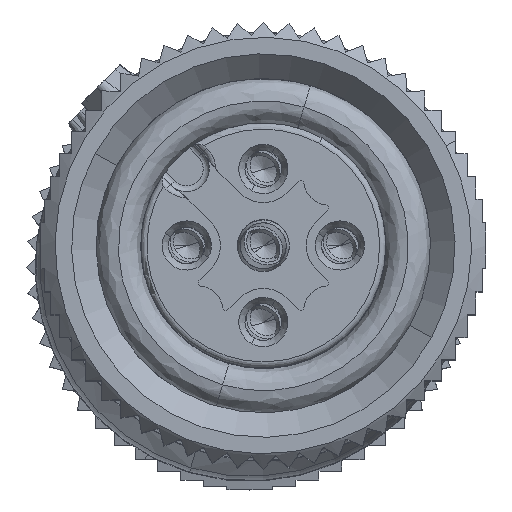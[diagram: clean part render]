
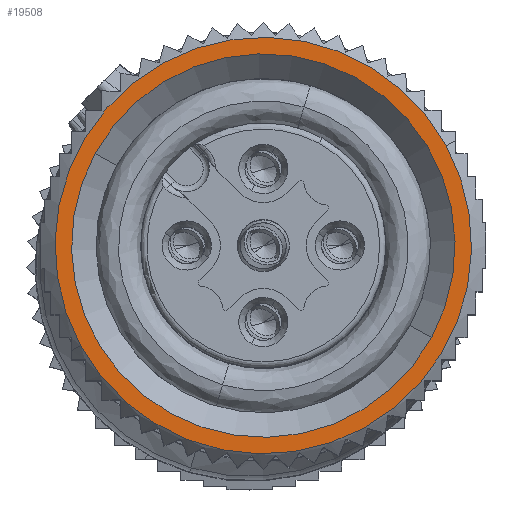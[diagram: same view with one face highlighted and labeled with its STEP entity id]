
A CAD part, top view. The second image highlights one B-rep face of the part: STEP entity #19508.
In plain terms, the highlighted planar face has unit normal (0, 0, 1).
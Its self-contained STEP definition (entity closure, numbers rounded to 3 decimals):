
#15248=AXIS2_PLACEMENT_3D('Circle Axis2P3D',#15246,#15247,$) ;
#18731=AXIS2_PLACEMENT_3D('Circle Axis2P3D',#18729,#18730,$) ;
#18757=AXIS2_PLACEMENT_3D('Circle Axis2P3D',#18755,#18756,$) ;
#19493=AXIS2_PLACEMENT_3D('Plane Axis2P3D',#19490,#19491,#19492) ;
#19497=AXIS2_PLACEMENT_3D('Circle Axis2P3D',#19495,#19496,$) ;
#15243=CARTESIAN_POINT('Vertex',(1.771,4.44,169.5)) ;
#15246=CARTESIAN_POINT('Axis2P3D Location',(7.739,7.7,169.5)) ;
#15250=CARTESIAN_POINT('Vertex',(13.706,10.96,169.5)) ;
#18729=CARTESIAN_POINT('Axis2P3D Location',(7.739,7.7,169.5)) ;
#18733=CARTESIAN_POINT('Vertex',(2.245,10.701,169.5)) ;
#18735=CARTESIAN_POINT('Vertex',(13.232,4.699,169.5)) ;
#18755=CARTESIAN_POINT('Axis2P3D Location',(7.739,7.7,169.5)) ;
#19490=CARTESIAN_POINT('Axis2P3D Location',(14.539,7.7,169.5)) ;
#19495=CARTESIAN_POINT('Axis2P3D Location',(7.739,7.7,169.5)) ;
#15247=DIRECTION('Axis2P3D Direction',(0.,0.,-1.)) ;
#18730=DIRECTION('Axis2P3D Direction',(0.,0.,1.)) ;
#18756=DIRECTION('Axis2P3D Direction',(0.,0.,1.)) ;
#19491=DIRECTION('Axis2P3D Direction',(0.,0.,1.)) ;
#19492=DIRECTION('Axis2P3D XDirection',(-1.,0.,0.)) ;
#19496=DIRECTION('Axis2P3D Direction',(0.,0.,1.)) ;
#19501=ORIENTED_EDGE('',*,*,#15252,.T.) ;
#19502=ORIENTED_EDGE('',*,*,#19499,.T.) ;
#19505=ORIENTED_EDGE('',*,*,#18759,.F.) ;
#19506=ORIENTED_EDGE('',*,*,#18737,.F.) ;
#19507=FACE_BOUND('',#19504,.T.) ;
#19508=ADVANCED_FACE('Hauptk\X2\00F6\X0\rper',(#19503,#19507),#19494,.T.) ;
#15249=CIRCLE('generated circle',#15248,6.8) ;
#18732=CIRCLE('generated circle',#18731,6.26) ;
#18758=CIRCLE('generated circle',#18757,6.26) ;
#19498=CIRCLE('generated circle',#19497,6.8) ;
#15252=EDGE_CURVE('',#15251,#15244,#15249,.F.) ;
#18737=EDGE_CURVE('',#18734,#18736,#18732,.T.) ;
#18759=EDGE_CURVE('',#18736,#18734,#18758,.T.) ;
#19499=EDGE_CURVE('',#15244,#15251,#19498,.T.) ;
#19500=EDGE_LOOP('',(#19501,#19502)) ;
#19504=EDGE_LOOP('',(#19505,#19506)) ;
#19503=FACE_OUTER_BOUND('',#19500,.T.) ;
#19494=PLANE('',#19493) ;
#15244=VERTEX_POINT('',#15243) ;
#15251=VERTEX_POINT('',#15250) ;
#18734=VERTEX_POINT('',#18733) ;
#18736=VERTEX_POINT('',#18735) ;
